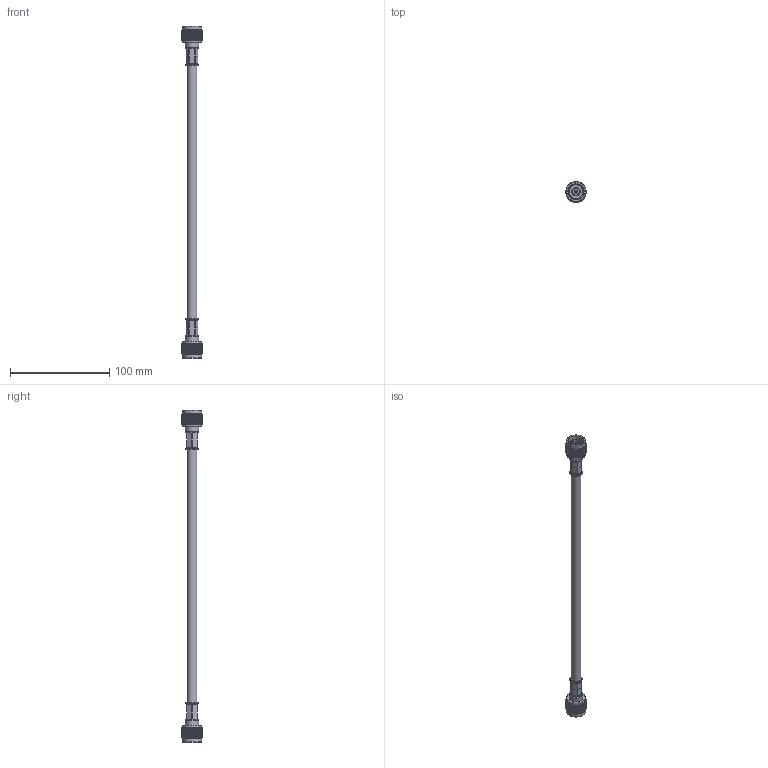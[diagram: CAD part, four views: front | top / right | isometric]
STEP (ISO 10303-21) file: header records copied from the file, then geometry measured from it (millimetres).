
FILE_DESCRIPTION (( 'STEP AP203' ), '1' );
FILE_NAME ('PE3607.step', '2020-01-13T16:06:35', ( '' ), ( '' ), 'SwSTEP 2.0', 'SolidWorks 2018', '' );
FILE_SCHEMA (( 'CONFIG_CONTROL_DESIGN' ));
Length unit declared in the file: inch
Products named in the file (3): Coax Cable_RG393; PE4048_Crimped; PE3607
Assembly tree (3 placements, depth 2):
  PE3607
    Coax Cable_RG393
    PE4048_Crimped  x2
Bounding box: 20.32 x 20.32 x 334.42 mm (x, y, z)
Volume: 29638.4 mm3; surface area: 18049.7 mm2
Topology: 5 solids, 5 shells, 5495 faces, 11617 edges, 6146 vertices
Faces by surface type: bspline 4330, cylinder 1045, plane 92, cone 26, torus 2
Full cylindrical faces by diameter (mm): 1.524 x2, 2.794 x2, 6.985 x2, 7.493 x2, 8.255 x2, 9.5 x2, 9.906 x1, 11.234 x2, 12.25 x2, 12.268 x2, 13.792 x2, 15.875 x10, 19.715 x4
Entity records: 106904 total; most frequent: CARTESIAN_POINT 71999, ORIENTED_EDGE 11522, EDGE_CURVE 5761, VERTEX_POINT 3055, EDGE_LOOP 2778, FACE_OUTER_BOUND 2761, ADVANCED_FACE 2744, B_SPLINE_CURVE_WITH_KNOTS 2608
